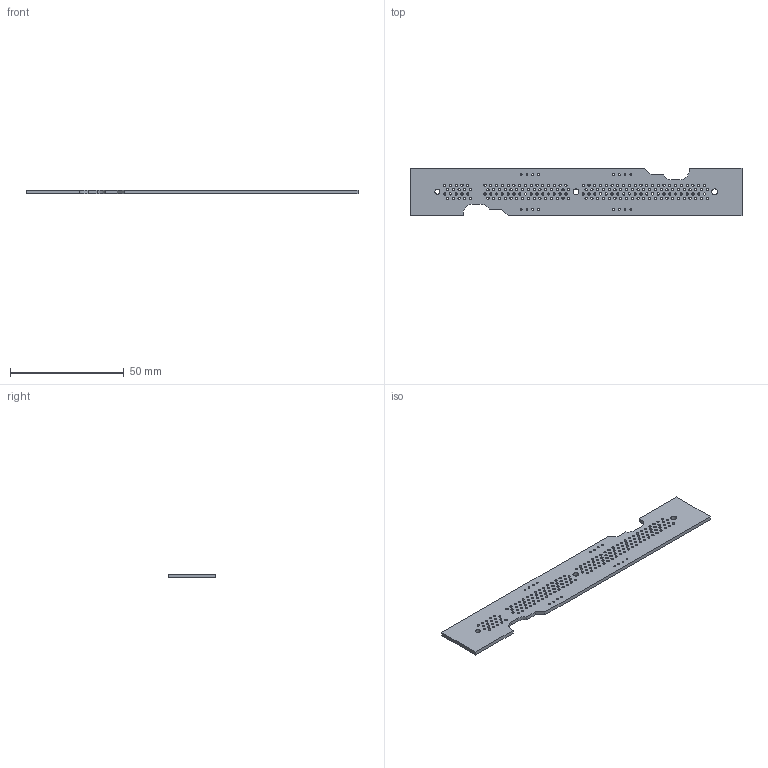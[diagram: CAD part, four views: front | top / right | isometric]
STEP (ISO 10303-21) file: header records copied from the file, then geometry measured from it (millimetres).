
FILE_DESCRIPTION(('KiCad electronic assembly'),'2;1');
FILE_NAME('SPD Demon.step','2025-05-07T21:26:44',('Pcbnew'),('Kicad'), 'Open CASCADE STEP processor 7.8','KiCad to STEP converter','Unknown' );
FILE_SCHEMA(('AUTOMOTIVE_DESIGN { 1 0 10303 214 1 1 1 1 }'));
Length unit declared in the file: millimetre
Products named in the file (2): SPD Demon 1; SPD Demon_PCB
Assembly tree (1 placements, depth 2):
  SPD Demon 1
    SPD Demon_PCB
Bounding box: 146.05 x 21.08 x 1.6 mm (x, y, z)
Volume: 4445.8 mm3; surface area: 7054.5 mm2
Topology: 1 solids, 1 shells, 207 faces, 615 edges, 410 vertices
Faces by surface type: cylinder 191, plane 16
Full cylindrical faces by diameter (mm): 0.8 x16, 1 x168, 2.184 x1, 2.54 x2
Entity records: 7956 total; most frequent: DIRECTION 1415, CARTESIAN_POINT 1234, ORIENTED_EDGE 1230, EDGE_CURVE 615, AXIS2_PLACEMENT_3D 591, FACE_BOUND 581, EDGE_LOOP 581, VERTEX_POINT 410
